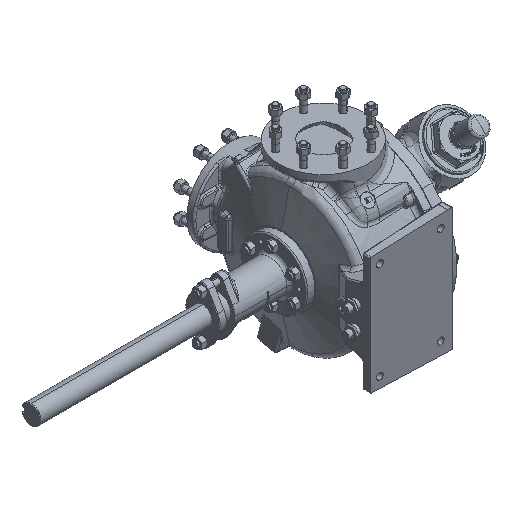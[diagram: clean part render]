
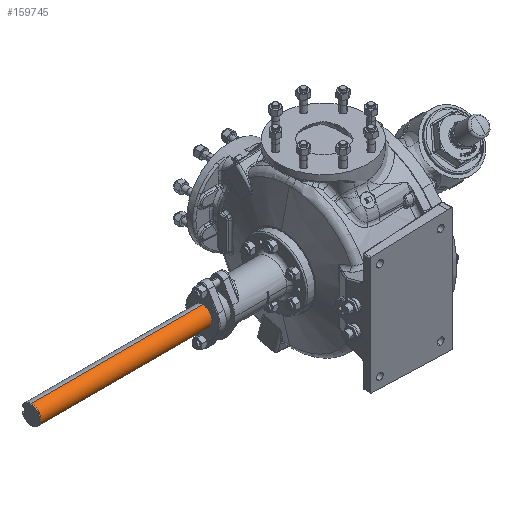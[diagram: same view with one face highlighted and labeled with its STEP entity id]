
A CAD part, isometric view. The second image highlights one B-rep face of the part: STEP entity #159745.
In plain terms, the highlighted cylindrical face has radius 24.594 mm (diameter 49.187 mm), a partial arc.
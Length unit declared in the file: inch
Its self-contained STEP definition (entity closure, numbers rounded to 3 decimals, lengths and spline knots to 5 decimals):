
#5990 = VERTEX_POINT ( 'NONE', #47770 ) ;
#10343 = CARTESIAN_POINT ( 'NONE',  ( -16.383, 0., 0. ) ) ;
#11551 = AXIS2_PLACEMENT_3D ( 'NONE', #10343, #54662, #22458 ) ;
#12891 = DIRECTION ( 'NONE',  ( 0., 0., -1. ) ) ;
#17698 = VECTOR ( 'NONE', #28521, 39.37008 ) ;
#18030 = EDGE_CURVE ( 'Defeatured_0_2637+Defeatured_0_2651+Defeatured_0_2651+Defeatured_0_2651', #57313, #5990, #116804, .T. ) ;
#22458 = DIRECTION ( 'NONE',  ( 0., 0., -1. ) ) ;
#24124 = CARTESIAN_POINT ( 'NONE',  ( -33.944, 0., -0.96825 ) ) ;
#28521 = DIRECTION ( 'NONE',  ( 1., 0., 0. ) ) ;
#28608 = ORIENTED_EDGE ( 'NONE', *, *, #157890, .T. ) ;
#47770 = CARTESIAN_POINT ( 'NONE',  ( -16.383, 0., 0.96825 ) ) ;
#52327 = CARTESIAN_POINT ( 'NONE',  ( -34.004, 0., 0.96825 ) ) ;
#53709 = EDGE_CURVE ( 'NONE', #103459, #5990, #115848, .T. ) ;
#54662 = DIRECTION ( 'NONE',  ( -1., 0., 0. ) ) ;
#57313 = VERTEX_POINT ( 'NONE', #197596 ) ;
#67776 = DIRECTION ( 'NONE',  ( 1., 0., 0. ) ) ;
#81161 = CARTESIAN_POINT ( 'NONE',  ( -34.004, 0., 0. ) ) ;
#81662 = CYLINDRICAL_SURFACE ( 'NONE', #141826, 0.96825 ) ;
#93929 = CARTESIAN_POINT ( 'NONE',  ( -33.944, 0., 0.96825 ) ) ;
#103459 = VERTEX_POINT ( 'NONE', #93929 ) ;
#104515 = DIRECTION ( 'NONE',  ( 1., 0., 0. ) ) ;
#115848 = LINE ( 'NONE', #52327, #151744 ) ;
#116804 = CIRCLE ( 'NONE', #11551, 0.96825 ) ;
#122687 = ORIENTED_EDGE ( 'NONE', *, *, #134944, .T. ) ;
#123047 = ORIENTED_EDGE ( 'NONE', *, *, #18030, .T. ) ;
#123229 = ORIENTED_EDGE ( 'NONE', *, *, #53709, .F. ) ;
#132877 = AXIS2_PLACEMENT_3D ( 'NONE', #196130, #104515, #12891 ) ;
#134944 = EDGE_CURVE ( 'Defeatured_0_2637+Defeatured_0_2622+Defeatured_0_2623+Defeatured_0_2621', #103459, #178074, #158075, .T. ) ;
#135617 = CARTESIAN_POINT ( 'NONE',  ( -34.004, 0., -0.96825 ) ) ;
#141826 = AXIS2_PLACEMENT_3D ( 'NONE', #81161, #188148, #158098 ) ;
#151744 = VECTOR ( 'NONE', #67776, 39.37008 ) ;
#157890 = EDGE_CURVE ( 'NONE', #178074, #57313, #175705, .T. ) ;
#158075 = CIRCLE ( 'NONE', #132877, 0.96825 ) ;
#158098 = DIRECTION ( 'NONE',  ( 0., 0., -1. ) ) ;
#159745 = ADVANCED_FACE ( 'Defeatured_0_2637', ( #182199 ), #81662, .T. ) ;
#170995 = EDGE_LOOP ( 'NONE', ( #123229, #122687, #28608, #123047 ) ) ;
#175705 = LINE ( 'NONE', #135617, #17698 ) ;
#178074 = VERTEX_POINT ( 'NONE', #24124 ) ;
#182199 = FACE_OUTER_BOUND ( 'NONE', #170995, .T. ) ;
#188148 = DIRECTION ( 'NONE',  ( 1., 0., 0. ) ) ;
#196130 = CARTESIAN_POINT ( 'NONE',  ( -33.944, 0., 0. ) ) ;
#197596 = CARTESIAN_POINT ( 'NONE',  ( -16.383, 0., -0.96825 ) ) ;
